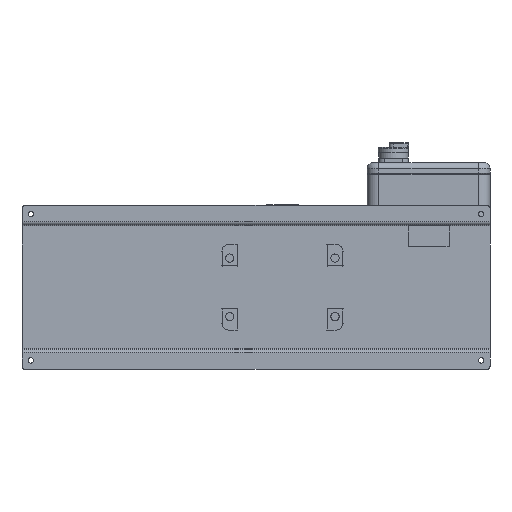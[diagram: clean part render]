
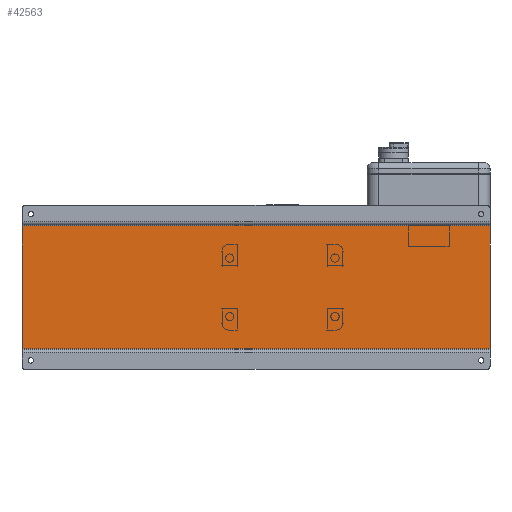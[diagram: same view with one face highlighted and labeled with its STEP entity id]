
A CAD part, front view. The second image highlights one B-rep face of the part: STEP entity #42563.
In plain terms, the highlighted planar face has unit normal (0, -1, 0).
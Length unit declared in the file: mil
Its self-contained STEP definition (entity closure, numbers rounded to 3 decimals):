
#1530 = AXIS2_PLACEMENT_3D ( 'NONE', #18217, #45636, #56399 ) ;
#7806 = CARTESIAN_POINT ( 'NONE',  ( 13976.378, -433.071, -4133.858 ) ) ;
#9593 = EDGE_CURVE ( 'NONE', #55568, #48759, #18967, .T. ) ;
#14982 = DIRECTION ( 'NONE',  ( 0., 0., -1. ) ) ;
#16007 = VECTOR ( 'NONE', #25839, 39370.079 ) ;
#17706 = LINE ( 'NONE', #51030, #69544 ) ;
#18217 = CARTESIAN_POINT ( 'NONE',  ( 13976.378, -433.071, -4133.858 ) ) ;
#18357 = EDGE_CURVE ( 'NONE', #53864, #59302, #17706, .T. ) ;
#18714 = CARTESIAN_POINT ( 'NONE',  ( 13976.378, -433.071, -4133.858 ) ) ;
#18967 = LINE ( 'NONE', #7806, #38719 ) ;
#21197 = ORIENTED_EDGE ( 'NONE', *, *, #18357, .T. ) ;
#22170 = DIRECTION ( 'NONE',  ( -1., 0., 0. ) ) ;
#23040 = FACE_OUTER_BOUND ( 'NONE', #61716, .T. ) ;
#25839 = DIRECTION ( 'NONE',  ( 0., 0., -1. ) ) ;
#32668 = CARTESIAN_POINT ( 'NONE',  ( -17519.685, -433.071, -4133.858 ) ) ;
#35218 = PLANE ( 'NONE',  #1530 ) ;
#37409 = ORIENTED_EDGE ( 'NONE', *, *, #9593, .F. ) ;
#37831 = ORIENTED_EDGE ( 'NONE', *, *, #47411, .T. ) ;
#38719 = VECTOR ( 'NONE', #51930, 39370.079 ) ;
#42563 = ADVANCED_FACE ( 'NONE', ( #23040 ), #35218, .F. ) ;
#42763 = CARTESIAN_POINT ( 'NONE',  ( 13976.378, -433.071, 4133.858 ) ) ;
#45195 = CARTESIAN_POINT ( 'NONE',  ( -17519.685, -433.071, 4133.858 ) ) ;
#45636 = DIRECTION ( 'NONE',  ( 0., 1., 0. ) ) ;
#47411 = EDGE_CURVE ( 'NONE', #59302, #48759, #65036, .T. ) ;
#48759 = VERTEX_POINT ( 'NONE', #32668 ) ;
#51030 = CARTESIAN_POINT ( 'NONE',  ( 13976.378, -433.071, 4133.858 ) ) ;
#51930 = DIRECTION ( 'NONE',  ( -1., 0., 0. ) ) ;
#53864 = VERTEX_POINT ( 'NONE', #42763 ) ;
#54363 = LINE ( 'NONE', #58849, #16007 ) ;
#55568 = VERTEX_POINT ( 'NONE', #18714 ) ;
#56399 = DIRECTION ( 'NONE',  ( 1., 0., 0. ) ) ;
#56620 = VECTOR ( 'NONE', #14982, 39370.079 ) ;
#58849 = CARTESIAN_POINT ( 'NONE',  ( 13976.378, -433.071, 4133.858 ) ) ;
#59302 = VERTEX_POINT ( 'NONE', #45195 ) ;
#61716 = EDGE_LOOP ( 'NONE', ( #37831, #37409, #68018, #21197 ) ) ;
#65036 = LINE ( 'NONE', #71344, #56620 ) ;
#68018 = ORIENTED_EDGE ( 'NONE', *, *, #72410, .F. ) ;
#69544 = VECTOR ( 'NONE', #22170, 39370.079 ) ;
#71344 = CARTESIAN_POINT ( 'NONE',  ( -17519.685, -433.071, -4133.858 ) ) ;
#72410 = EDGE_CURVE ( 'NONE', #53864, #55568, #54363, .T. ) ;
